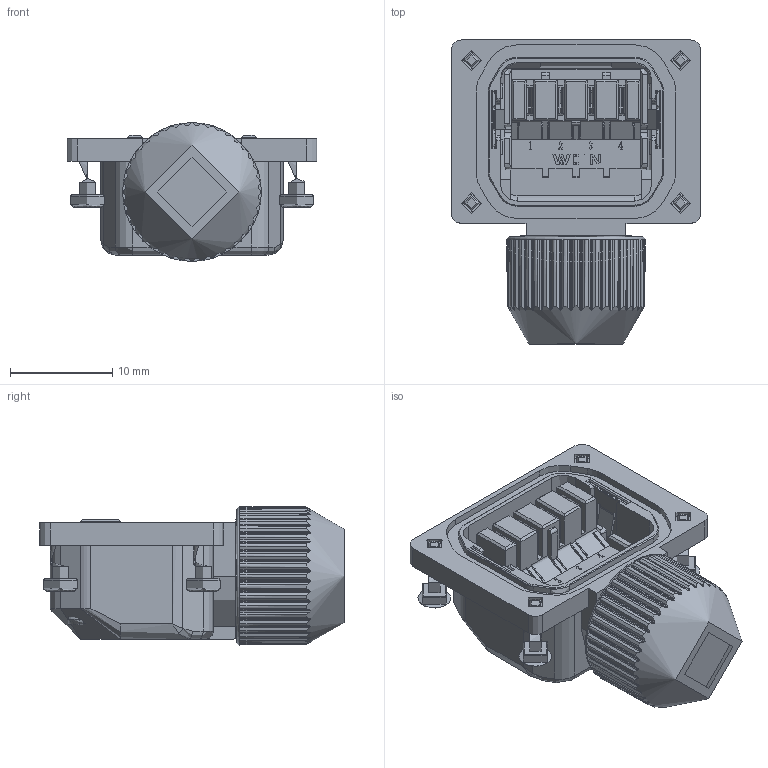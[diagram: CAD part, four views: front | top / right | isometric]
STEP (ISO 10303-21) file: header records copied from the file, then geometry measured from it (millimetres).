
FILE_DESCRIPTION( ('This file contains a STEP AP42 implementation' ,'as created by ZW3D STEP Interface translator.') ,'2;1' );
FILE_NAME( 'MJE06P-3004XX0X(W).stp' ,'231225. 85829', (''), ('ZWCAD Software Co.'), 'Version 1.0', 'ZW3D to STEP translator', '' );
FILE_SCHEMA(('AUTOMOTIVE_DESIGN { 1 0 10303 214 1 1 1 1 }'));
Length unit declared in the file: millimetre
Products named in the file (2): 0; JN6电源端口（反向型）00001
Bounding box: 24.5 x 29.8 x 13.6 mm (x, y, z)
Topology: 0 solids, 1 shells, 2442 faces, 7008 edges, 4553 vertices
Faces by surface type: plane 1194, cylinder 860, bspline 258, torus 94, cone 36
Full cylindrical faces by diameter (mm): 1.13 x2, 1.2 x2, 1.474 x40, 1.6 x4, 1.7 x8, 2 x11, 3.3 x4, 7.15 x1, 9 x1, 9.1 x1, 11.051 x5, 11.188 x1, 12.062 x7
Entity records: 102902 total; most frequent: CARTESIAN_POINT 39159, ORIENTED_EDGE 14050, DIRECTION 11280, EDGE_CURVE 7022, VERTEX_POINT 4565, VECTOR 4156, LINE 4156, AXIS2_PLACEMENT_3D 3562
